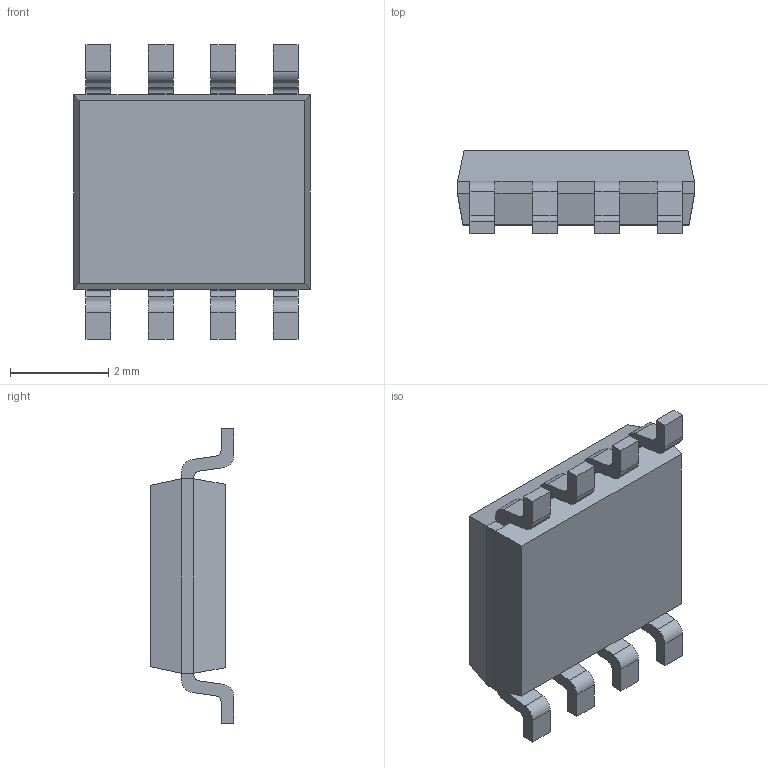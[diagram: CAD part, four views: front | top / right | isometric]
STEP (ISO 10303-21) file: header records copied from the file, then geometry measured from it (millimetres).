
FILE_DESCRIPTION (( 'STEP AP214' ), '1' );
FILE_NAME ('User Library-NationalSemi 8SOP.STEP', '2018-08-03T05:15:29', ( '' ), ( '' ), 'SwSTEP 2.0', 'SolidWorks 2018', '' );
FILE_SCHEMA (( 'AUTOMOTIVE_DESIGN' ));
Length unit declared in the file: inch
Products named in the file (1): User Library-NationalSemi 8SOP
Bounding box: 4.83 x 1.7 x 5.99 mm (x, y, z)
Volume: 29.4 mm3; surface area: 81 mm2
Topology: 1 solids, 1 shells, 214 faces, 563 edges, 362 vertices
Faces by surface type: plane 122, bspline 58, cylinder 34
Entity records: 10545 total; most frequent: CARTESIAN_POINT 4146, ORIENTED_EDGE 1126, DIRECTION 829, EDGE_CURVE 563, LINE 379, VECTOR 379, VERTEX_POINT 362, AXIS2_PLACEMENT_3D 225
